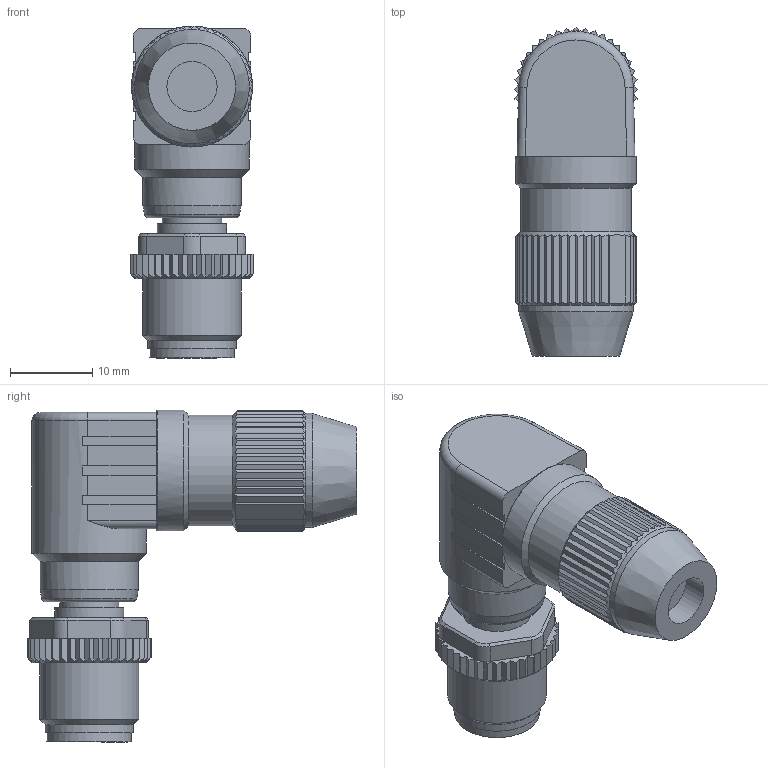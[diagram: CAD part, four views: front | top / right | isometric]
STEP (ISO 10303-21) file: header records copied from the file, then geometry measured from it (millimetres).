
FILE_DESCRIPTION(/* description */ (''),/* implementation_level */ '2;1');
FILE_NAME(/* name */ 'WWASC4S.stp',/* time_stamp */ '2016-12-09T09:42:05+01:00',/* author */ (''),/* organization */ (''),/* preprocessor_version */ 'ST-DEVELOPER v16',/* originating_system */ 'SIEMENS PLM Software NX 10.0',/* authorisation */ '');
FILE_SCHEMA (('AUTOMOTIVE_DESIGN { 1 0 10303 214 3 1 1 1 }'));
Length unit declared in the file: millimetre
Products named in the file (1): 100185771ugm000_a
Bounding box: 15 x 39.95 x 40.3 mm (x, y, z)
Volume: 8845.3 mm3; surface area: 3769.9 mm2
Topology: 1 solids, 1 shells, 294 faces, 801 edges, 516 vertices
Faces by surface type: plane 246, cylinder 26, cone 15, sphere 4, torus 3
Full cylindrical faces by diameter (mm): 1.02 x4, 6.1 x1, 7.2 x1, 8.4 x1, 10.3 x1, 10.7 x1, 11.9 x1, 12 x1, 13.5 x1, 13.9 x2, 14.7 x1
Entity records: 8658 total; most frequent: CARTESIAN_POINT 2046, ORIENTED_EDGE 1512, DIRECTION 1212, EDGE_CURVE 756, VERTEX_POINT 501, AXIS2_PLACEMENT_3D 407, LINE 398, VECTOR 398
